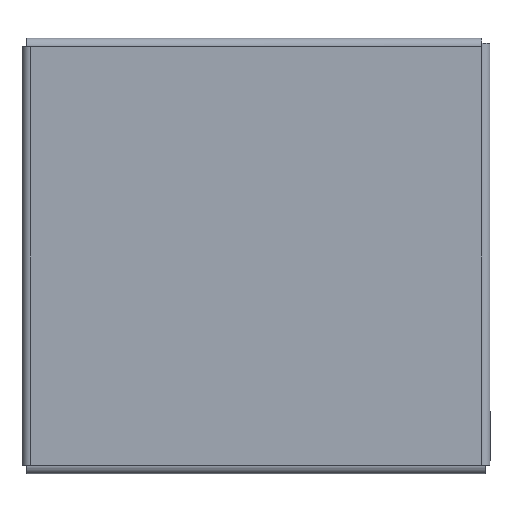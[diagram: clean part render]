
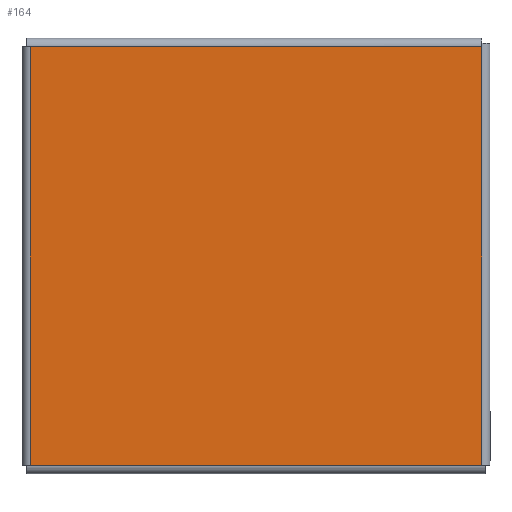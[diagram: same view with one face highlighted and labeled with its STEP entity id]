
A CAD part, front view. The second image highlights one B-rep face of the part: STEP entity #164.
In plain terms, the highlighted planar face has unit normal (0, -1, 0).
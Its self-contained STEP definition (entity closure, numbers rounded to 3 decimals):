
#34 = VECTOR ( 'NONE', #1332, 1000. ) ;
#40 = DIRECTION ( 'NONE',  ( 0., 0., 1. ) ) ;
#69 = CARTESIAN_POINT ( 'NONE',  ( -13.8, -0.3, 12.8 ) ) ;
#70 = LINE ( 'NONE', #359, #34 ) ;
#164 = ADVANCED_FACE ( 'NONE', ( #1445 ), #542, .F. ) ;
#227 = EDGE_CURVE ( 'NONE', #431, #1406, #1177, .T. ) ;
#235 = VERTEX_POINT ( 'NONE', #438 ) ;
#271 = CARTESIAN_POINT ( 'NONE',  ( -13.8, -0.3, 12.8 ) ) ;
#273 = VERTEX_POINT ( 'NONE', #69 ) ;
#359 = CARTESIAN_POINT ( 'NONE',  ( 13.8, -0.3, -12.8 ) ) ;
#417 = LINE ( 'NONE', #1309, #559 ) ;
#431 = VERTEX_POINT ( 'NONE', #594 ) ;
#438 = CARTESIAN_POINT ( 'NONE',  ( 13.8, -0.3, 12.8 ) ) ;
#471 = ORIENTED_EDGE ( 'NONE', *, *, #501, .T. ) ;
#501 = EDGE_CURVE ( 'NONE', #1406, #235, #70, .T. ) ;
#542 = PLANE ( 'NONE',  #1052 ) ;
#559 = VECTOR ( 'NONE', #747, 1000. ) ;
#594 = CARTESIAN_POINT ( 'NONE',  ( -13.8, -0.3, -12.8 ) ) ;
#633 = DIRECTION ( 'NONE',  ( 0., 0., -1. ) ) ;
#676 = LINE ( 'NONE', #271, #1525 ) ;
#747 = DIRECTION ( 'NONE',  ( -1., 0., 0. ) ) ;
#782 = DIRECTION ( 'NONE',  ( 1., 0., 0. ) ) ;
#891 = ORIENTED_EDGE ( 'NONE', *, *, #1120, .T. ) ;
#906 = ORIENTED_EDGE ( 'NONE', *, *, #1338, .T. ) ;
#1052 = AXIS2_PLACEMENT_3D ( 'NONE', #1129, #1493, #40 ) ;
#1071 = EDGE_LOOP ( 'NONE', ( #906, #1393, #471, #891 ) ) ;
#1120 = EDGE_CURVE ( 'NONE', #235, #273, #417, .T. ) ;
#1129 = CARTESIAN_POINT ( 'NONE',  ( 0., -0.3, 0. ) ) ;
#1168 = CARTESIAN_POINT ( 'NONE',  ( 13.8, -0.3, -12.8 ) ) ;
#1177 = LINE ( 'NONE', #1268, #1319 ) ;
#1268 = CARTESIAN_POINT ( 'NONE',  ( -14., -0.3, -12.8 ) ) ;
#1309 = CARTESIAN_POINT ( 'NONE',  ( 13.8, -0.3, 12.8 ) ) ;
#1319 = VECTOR ( 'NONE', #782, 1000. ) ;
#1332 = DIRECTION ( 'NONE',  ( 0., 0., 1. ) ) ;
#1338 = EDGE_CURVE ( 'NONE', #273, #431, #676, .T. ) ;
#1393 = ORIENTED_EDGE ( 'NONE', *, *, #227, .T. ) ;
#1406 = VERTEX_POINT ( 'NONE', #1168 ) ;
#1445 = FACE_OUTER_BOUND ( 'NONE', #1071, .T. ) ;
#1493 = DIRECTION ( 'NONE',  ( 0., 1., 0. ) ) ;
#1525 = VECTOR ( 'NONE', #633, 1000. ) ;
